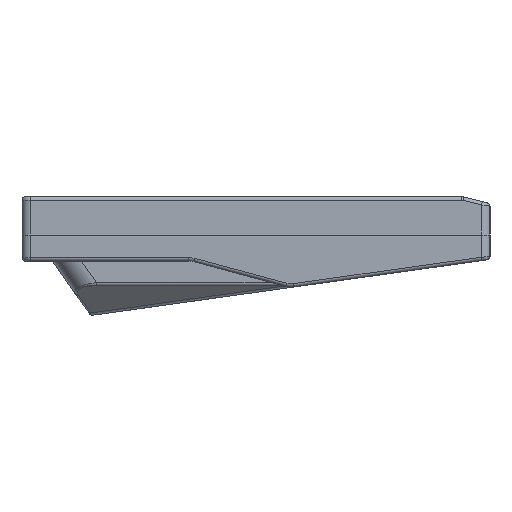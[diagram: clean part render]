
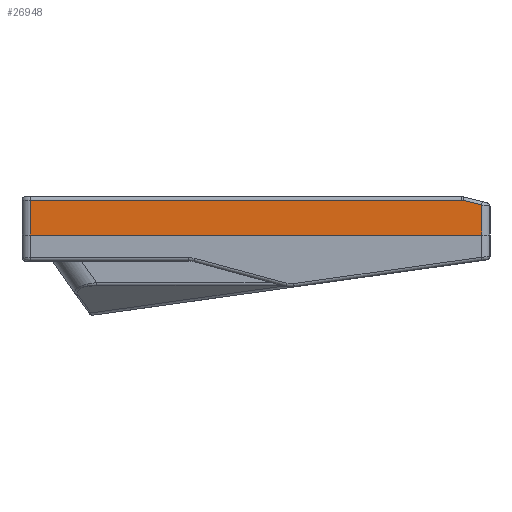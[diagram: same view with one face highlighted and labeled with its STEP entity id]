
A CAD part, left-side view. The second image highlights one B-rep face of the part: STEP entity #26948.
In plain terms, the highlighted planar face has unit normal (-1, 0, 0).
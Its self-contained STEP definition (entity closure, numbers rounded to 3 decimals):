
#389=PLANE('',#28528);
#1158=FACE_OUTER_BOUND('',#2645,.T.);
#2645=EDGE_LOOP('',(#18246,#18247,#18248,#18249,#18250,#18251));
#4341=LINE('',#39675,#7057);
#4352=LINE('',#39786,#7068);
#4359=LINE('',#39806,#7075);
#4401=LINE('',#39972,#7117);
#4454=LINE('',#40167,#7170);
#7057=VECTOR('',#31257,10.);
#7068=VECTOR('',#31326,10.);
#7075=VECTOR('',#31349,10.);
#7117=VECTOR('',#31477,10.);
#7170=VECTOR('',#31622,10.);
#9792=CIRCLE('',#28434,2.);
#11144=VERTEX_POINT('',#39672);
#11145=VERTEX_POINT('',#39674);
#11163=VERTEX_POINT('',#39776);
#11165=VERTEX_POINT('',#39782);
#11171=VERTEX_POINT('',#39805);
#11252=VERTEX_POINT('',#39971);
#13857=EDGE_CURVE('',#11144,#11145,#4341,.T.);
#13889=EDGE_CURVE('',#11163,#11165,#4352,.T.);
#13891=EDGE_CURVE('',#11165,#11144,#9792,.T.);
#13899=EDGE_CURVE('',#11145,#11171,#4359,.T.);
#13982=EDGE_CURVE('',#11171,#11252,#4401,.T.);
#14080=EDGE_CURVE('',#11252,#11163,#4454,.T.);
#18246=ORIENTED_EDGE('',*,*,#13889,.F.);
#18247=ORIENTED_EDGE('',*,*,#14080,.F.);
#18248=ORIENTED_EDGE('',*,*,#13982,.F.);
#18249=ORIENTED_EDGE('',*,*,#13899,.F.);
#18250=ORIENTED_EDGE('',*,*,#13857,.F.);
#18251=ORIENTED_EDGE('',*,*,#13891,.F.);
#26948=ADVANCED_FACE('',(#1158),#389,.F.);
#28434=AXIS2_PLACEMENT_3D('',#39789,#31331,#31332);
#28528=AXIS2_PLACEMENT_3D('',#40166,#31620,#31621);
#31257=DIRECTION('',(0.,-0.97,-0.243));
#31326=DIRECTION('',(0.,-1.,0.));
#31331=DIRECTION('center_axis',(1.,0.,0.));
#31332=DIRECTION('ref_axis',(0.,-0.122,0.993));
#31349=DIRECTION('',(0.,0.,-1.));
#31477=DIRECTION('',(0.,1.,0.));
#31620=DIRECTION('center_axis',(1.,0.,0.));
#31621=DIRECTION('ref_axis',(0.,-1.,0.));
#31622=DIRECTION('',(0.,0.,1.));
#39672=CARTESIAN_POINT('',(-3.775,-0.591,6.74));
#39674=CARTESIAN_POINT('',(-3.775,-5.975,5.394));
#39675=CARTESIAN_POINT('',(-3.775,58.95,21.625));
#39776=CARTESIAN_POINT('',(-3.775,127.038,6.8));
#39782=CARTESIAN_POINT('',(-3.775,-0.106,6.8));
#39786=CARTESIAN_POINT('',(-3.775,95.034,6.8));
#39789=CARTESIAN_POINT('Origin',(-3.775,-0.106,4.8));
#39805=CARTESIAN_POINT('',(-3.775,-5.975,-3.5));
#39806=CARTESIAN_POINT('',(-3.775,-5.975,7.8));
#39971=CARTESIAN_POINT('',(-3.775,127.038,-3.5));
#39972=CARTESIAN_POINT('',(-3.775,95.034,-3.5));
#40166=CARTESIAN_POINT('Origin',(-3.775,129.538,7.8));
#40167=CARTESIAN_POINT('',(-3.775,127.038,7.8));
